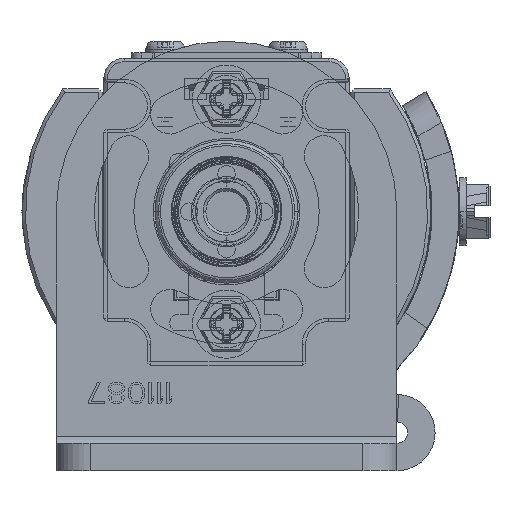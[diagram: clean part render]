
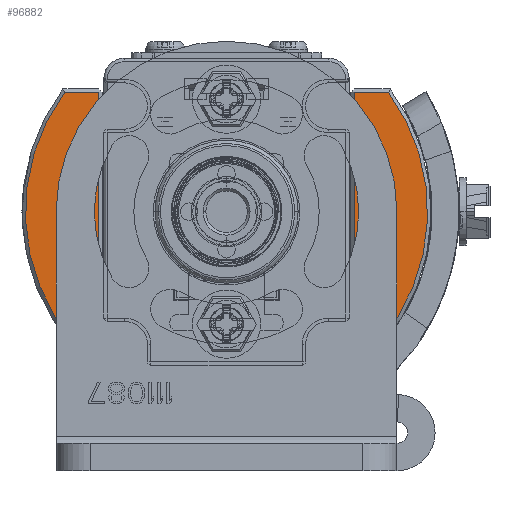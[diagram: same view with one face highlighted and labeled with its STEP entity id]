
A CAD part, front view. The second image highlights one B-rep face of the part: STEP entity #96882.
In plain terms, the highlighted face is planar.
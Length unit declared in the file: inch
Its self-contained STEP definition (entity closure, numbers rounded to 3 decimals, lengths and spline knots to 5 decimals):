
#95867=DIRECTION('',(1.,0.,0.));
#95868=VECTOR('',#95867,37.);
#95869=CARTESIAN_POINT('',(-19.5,-18.75,-10.));
#95870=LINE('',#95869,#95868);
#95887=DIRECTION('',(0.,-1.,0.));
#95888=VECTOR('',#95887,4.99868);
#95889=CARTESIAN_POINT('',(17.5,-18.75,-10.));
#95890=LINE('',#95889,#95888);
#95905=CARTESIAN_POINT('',(0.,0.,-10.));
#95906=DIRECTION('',(0.,0.,-1.));
#95907=DIRECTION('',(0.593,-0.805,0.));
#95908=AXIS2_PLACEMENT_3D('',#95905,#95906,#95907);
#96528=CARTESIAN_POINT('',(-19.5,15.25,-10.));
#96529=DIRECTION('',(0.,0.,1.));
#96530=DIRECTION('',(0.,1.,0.));
#96531=AXIS2_PLACEMENT_3D('',#96528,#96529,#96530);
#96533=DIRECTION('',(-1.,0.,0.));
#96534=VECTOR('',#96533,37.);
#96535=CARTESIAN_POINT('',(17.5,18.75,-10.));
#96536=LINE('',#96535,#96534);
#96549=DIRECTION('',(0.,-1.,0.));
#96550=VECTOR('',#96549,4.99868);
#96551=CARTESIAN_POINT('',(17.5,23.74868,-10.));
#96552=LINE('',#96551,#96550);
#96566=DIRECTION('',(0.,-1.,0.));
#96567=VECTOR('',#96566,30.5);
#96568=CARTESIAN_POINT('',(-23.,15.25,-10.));
#96569=LINE('',#96568,#96567);
#96587=CARTESIAN_POINT('',(-19.5,-15.25,-10.));
#96588=DIRECTION('',(0.,0.,1.));
#96589=DIRECTION('',(-1.,0.,0.));
#96590=AXIS2_PLACEMENT_3D('',#96587,#96588,#96589);
#96687=CARTESIAN_POINT('',(17.5,-23.74868,-10.));
#96688=CARTESIAN_POINT('',(17.5,23.74868,-10.));
#96689=VERTEX_POINT('',#96687);
#96690=VERTEX_POINT('',#96688);
#96691=CARTESIAN_POINT('',(17.5,18.75,-10.));
#96692=VERTEX_POINT('',#96691);
#96695=CARTESIAN_POINT('',(17.5,-18.75,-10.));
#96696=VERTEX_POINT('',#96695);
#96843=CARTESIAN_POINT('',(-19.5,18.75,-10.));
#96844=VERTEX_POINT('',#96843);
#96849=CARTESIAN_POINT('',(-23.,15.25,-10.));
#96850=VERTEX_POINT('',#96849);
#96851=CARTESIAN_POINT('',(-23.,-15.25,-10.));
#96852=VERTEX_POINT('',#96851);
#96857=CARTESIAN_POINT('',(-19.5,-18.75,-10.));
#96858=VERTEX_POINT('',#96857);
#96859=CARTESIAN_POINT('',(0.,0.,-10.));
#96860=DIRECTION('',(0.,0.,1.));
#96861=DIRECTION('',(1.,0.,0.));
#96862=AXIS2_PLACEMENT_3D('',#96859,#96860,#96861);
#96863=PLANE('',#96862);
#96865=ORIENTED_EDGE('',*,*,#96864,.F.);
#96867=ORIENTED_EDGE('',*,*,#96866,.F.);
#96869=ORIENTED_EDGE('',*,*,#96868,.F.);
#96871=ORIENTED_EDGE('',*,*,#96870,.F.);
#96873=ORIENTED_EDGE('',*,*,#96872,.F.);
#96875=ORIENTED_EDGE('',*,*,#96874,.F.);
#96877=ORIENTED_EDGE('',*,*,#96876,.F.);
#96879=ORIENTED_EDGE('',*,*,#96878,.F.);
#96880=EDGE_LOOP('',(#96865,#96867,#96869,#96871,#96873,#96875,#96877,#96879));
#96881=FACE_OUTER_BOUND('',#96880,.F.);
#96882=ADVANCED_FACE('',(#96881),#96863,.F.);
#95909=CIRCLE('',#95908,29.5);
#96532=CIRCLE('',#96531,3.5);
#96591=CIRCLE('',#96590,3.5);
#96864=EDGE_CURVE('',#96858,#96696,#95870,.T.);
#96866=EDGE_CURVE('',#96852,#96858,#96591,.T.);
#96868=EDGE_CURVE('',#96850,#96852,#96569,.T.);
#96870=EDGE_CURVE('',#96844,#96850,#96532,.T.);
#96872=EDGE_CURVE('',#96692,#96844,#96536,.T.);
#96874=EDGE_CURVE('',#96690,#96692,#96552,.T.);
#96876=EDGE_CURVE('',#96689,#96690,#95909,.T.);
#96878=EDGE_CURVE('',#96696,#96689,#95890,.T.);
